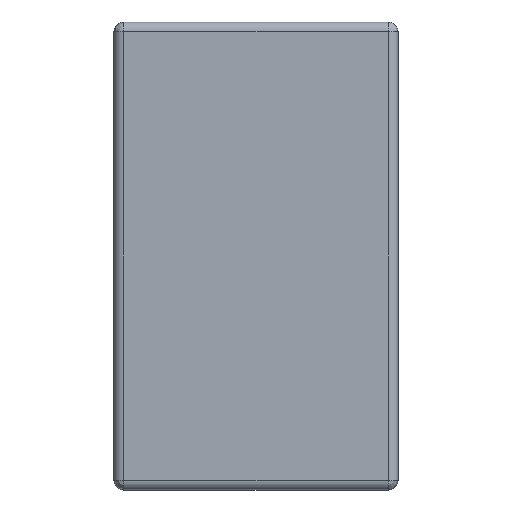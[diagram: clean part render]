
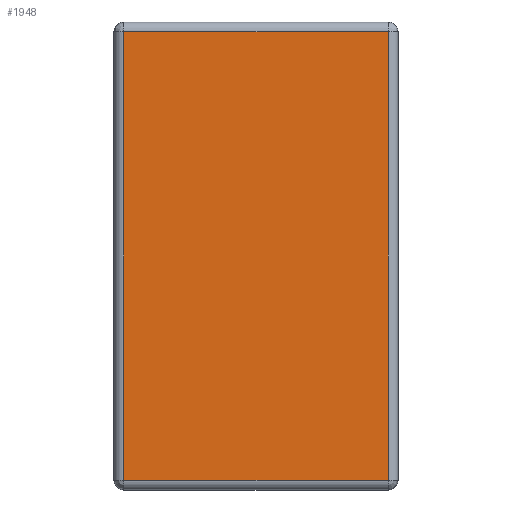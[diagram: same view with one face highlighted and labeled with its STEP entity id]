
A CAD part, left-side view. The second image highlights one B-rep face of the part: STEP entity #1948.
In plain terms, the highlighted planar face has unit normal (-1, 0, 0).
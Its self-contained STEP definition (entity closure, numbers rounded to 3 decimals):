
#56 = ORIENTED_EDGE ( 'NONE', *, *, #2113, .F. ) ;
#157 = AXIS2_PLACEMENT_3D ( 'NONE', #6920, #6321, #2930 ) ;
#623 = PLANE ( 'NONE',  #157 ) ;
#991 = LINE ( 'NONE', #2982, #3834 ) ;
#1818 = VERTEX_POINT ( 'NONE', #5074 ) ;
#1820 = DIRECTION ( 'NONE',  ( 0., 1., 0. ) ) ;
#1948 = ADVANCED_FACE ( 'NONE', ( #7068 ), #623, .T. ) ;
#2113 = EDGE_CURVE ( 'NONE', #1818, #6753, #991, .T. ) ;
#2195 = DIRECTION ( 'NONE',  ( 0., 0., 1. ) ) ;
#2292 = EDGE_CURVE ( 'NONE', #7214, #6758, #4824, .T. ) ;
#2615 = CARTESIAN_POINT ( 'NONE',  ( 0., 0.85, -0.03 ) ) ;
#2657 = VECTOR ( 'NONE', #1820, 1000. ) ;
#2684 = VECTOR ( 'NONE', #5265, 1000. ) ;
#2806 = ORIENTED_EDGE ( 'NONE', *, *, #2292, .F. ) ;
#2930 = DIRECTION ( 'NONE',  ( 0., 0., 1. ) ) ;
#2982 = CARTESIAN_POINT ( 'NONE',  ( 0., 0.03, 0. ) ) ;
#3220 = LINE ( 'NONE', #4012, #2684 ) ;
#3542 = LINE ( 'NONE', #5212, #2657 ) ;
#3597 = ORIENTED_EDGE ( 'NONE', *, *, #4879, .F. ) ;
#3834 = VECTOR ( 'NONE', #5841, 1000. ) ;
#4012 = CARTESIAN_POINT ( 'NONE',  ( 0., 0., -0.03 ) ) ;
#4381 = VECTOR ( 'NONE', #2195, 1000. ) ;
#4824 = LINE ( 'NONE', #6157, #4381 ) ;
#4879 = EDGE_CURVE ( 'NONE', #6758, #1818, #3220, .T. ) ;
#5074 = CARTESIAN_POINT ( 'NONE',  ( 0., 0.03, -0.03 ) ) ;
#5150 = CARTESIAN_POINT ( 'NONE',  ( 0., 0.85, -1.42 ) ) ;
#5212 = CARTESIAN_POINT ( 'NONE',  ( 0., 0., -1.42 ) ) ;
#5265 = DIRECTION ( 'NONE',  ( 0., -1., 0. ) ) ;
#5469 = CARTESIAN_POINT ( 'NONE',  ( 0., 0.03, -1.42 ) ) ;
#5841 = DIRECTION ( 'NONE',  ( 0., 0., -1. ) ) ;
#6157 = CARTESIAN_POINT ( 'NONE',  ( 0., 0.85, 0. ) ) ;
#6321 = DIRECTION ( 'NONE',  ( -1., 0., 0. ) ) ;
#6394 = ORIENTED_EDGE ( 'NONE', *, *, #6891, .F. ) ;
#6753 = VERTEX_POINT ( 'NONE', #5469 ) ;
#6758 = VERTEX_POINT ( 'NONE', #2615 ) ;
#6891 = EDGE_CURVE ( 'NONE', #6753, #7214, #3542, .T. ) ;
#6920 = CARTESIAN_POINT ( 'NONE',  ( 0., 0., 0. ) ) ;
#7068 = FACE_OUTER_BOUND ( 'NONE', #7335, .T. ) ;
#7214 = VERTEX_POINT ( 'NONE', #5150 ) ;
#7335 = EDGE_LOOP ( 'NONE', ( #3597, #2806, #6394, #56 ) ) ;
